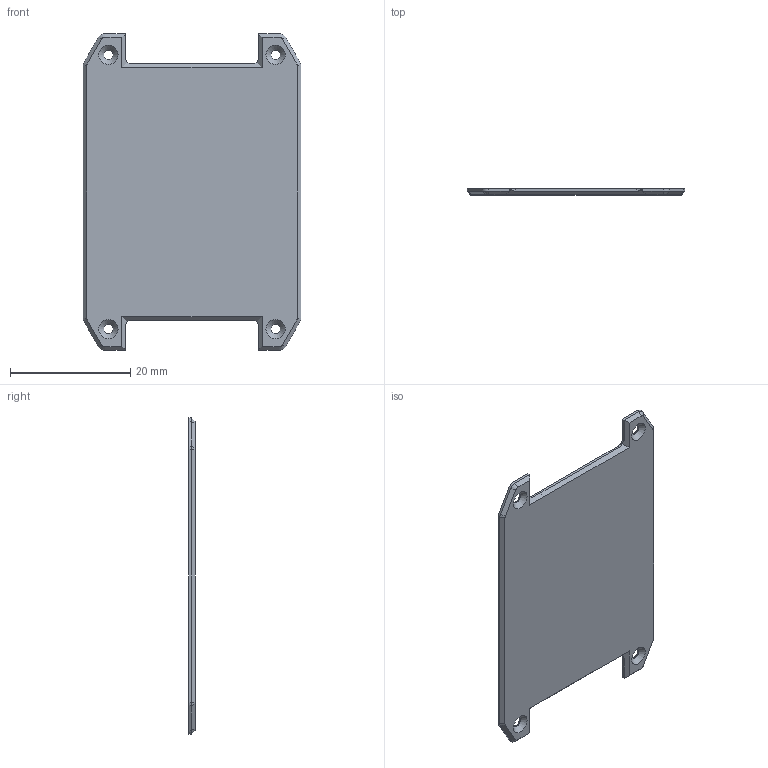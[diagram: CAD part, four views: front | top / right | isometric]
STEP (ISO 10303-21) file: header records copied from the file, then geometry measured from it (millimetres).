
FILE_DESCRIPTION(/* description */ (''),/* implementation_level */ '2;1');
FILE_NAME(/* name */ 'cover.step',/* time_stamp */ '2024-08-17T13:06:35+01:00',/* author */ (''),/* organization */ (''),/* preprocessor_version */ 'ST-DEVELOPER v20',/* originating_system */ 'Autodesk Translation Framework v13.14.0.145',/* authorisation */ '');
FILE_SCHEMA (('AUTOMOTIVE_DESIGN { 1 0 10303 214 3 1 1 }'));
Length unit declared in the file: millimetre
Products named in the file (1): case
Bounding box: 36.2 x 1 x 52.6 mm (x, y, z)
Volume: 1521.8 mm3; surface area: 3573.7 mm2
Topology: 1 solids, 1 shells, 80 faces, 204 edges, 128 vertices
Faces by surface type: plane 44, cylinder 24, cone 12
Full cylindrical faces by diameter (mm): 1.6 x4
Entity records: 2452 total; most frequent: DIRECTION 430, CARTESIAN_POINT 413, ORIENTED_EDGE 408, EDGE_CURVE 204, AXIS2_PLACEMENT_3D 145, LINE 140, VECTOR 140, VERTEX_POINT 128
